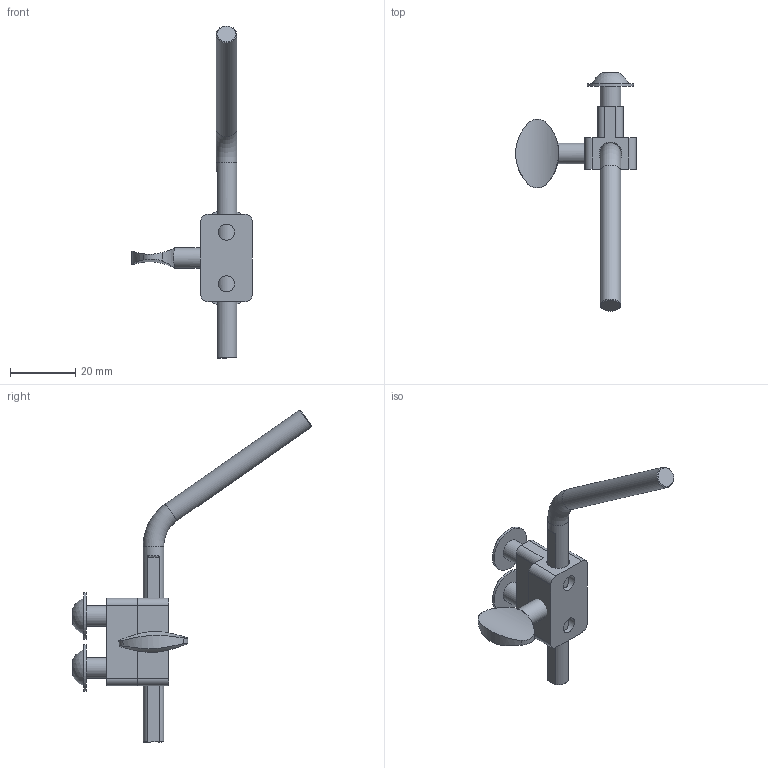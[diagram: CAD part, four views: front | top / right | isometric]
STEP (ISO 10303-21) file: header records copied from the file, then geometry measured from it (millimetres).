
FILE_DESCRIPTION(/* description */ (''),/* implementation_level */ '2;1');
FILE_NAME(/* name */ '5-16-LF.stp',/* time_stamp */ '2023-02-07T08:18:22-05:00',/* author */ ('rwoods'),/* organization */ (''),/* preprocessor_version */ 'ST-DEVELOPER v19.2',/* originating_system */ 'Autodesk Inventor 2023',/* authorisation */ '');
FILE_SCHEMA (('AUTOMOTIVE_DESIGN { 1 0 10303 214 3 1 1 }'));
Length unit declared in the file: inch
Products named in the file (5): 5-16-LF; Finger Support 5-16 RevC; Finger 1; ANSI B18.17 - 1/4-20 UNC - 0.5; Flanged, Button Head Cap Screw, 1/4-20 UNC X 0.5
Assembly tree (5 placements, depth 2):
  5-16-LF
    Finger Support 5-16 RevC
    Finger 1
    ANSI B18.17 - 1/4-20 UNC - 0.5
    Flanged, Button Head Cap Screw, 1/4-20 UNC X 0.5  x2
Bounding box: 37.02 x 73.28 x 101.91 mm (x, y, z)
Volume: 10546.8 mm3; surface area: 7793.3 mm2
Topology: 5 solids, 5 shells, 80 faces, 201 edges, 137 vertices
Faces by surface type: plane 36, cylinder 29, cone 11, sphere 2, bspline 1, torus 1
Full cylindrical faces by diameter (mm): 4.978 x6, 6.35 x5, 6.477 x1, 14.224 x2
Entity records: 2811 total; most frequent: CARTESIAN_POINT 922, ORIENTED_EDGE 346, DIRECTION 338, EDGE_CURVE 173, AXIS2_PLACEMENT_3D 129, VERTEX_POINT 118, EDGE_LOOP 81, LINE 80
